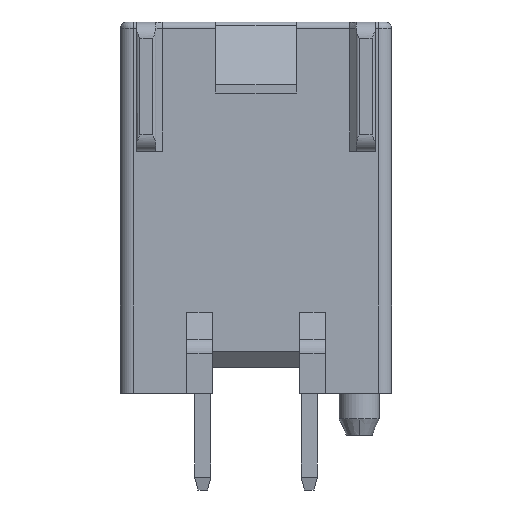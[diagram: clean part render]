
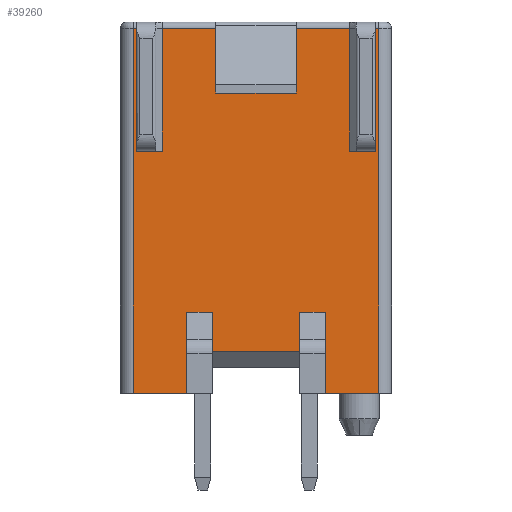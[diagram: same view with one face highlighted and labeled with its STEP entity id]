
A CAD part, front view. The second image highlights one B-rep face of the part: STEP entity #39260.
In plain terms, the highlighted planar face has unit normal (0, -1, 0).
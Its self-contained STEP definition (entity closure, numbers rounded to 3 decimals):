
#3060=CARTESIAN_POINT('',(1.35,-2.625,1.652));
#3070=DIRECTION('',(0.,0.,-1.));
#3080=VECTOR('',#3070,1.);
#3090=LINE('',#3060,#3080);
#3100=CARTESIAN_POINT('',(1.35,-2.625,2.5));
#3110=VERTEX_POINT('',#3100);
#3120=CARTESIAN_POINT('',(1.35,-2.625,1.3));
#3130=VERTEX_POINT('',#3120);
#3140=EDGE_CURVE('',#3110,#3130,#3090,.T.);
#12310=CARTESIAN_POINT('',(2.15,-2.625,0.));
#12320=VERTEX_POINT('',#12310);
#12370=CARTESIAN_POINT('',(-8.807,-2.625,0.));
#12380=DIRECTION('',(-1.,0.,-0.));
#12390=VECTOR('',#12380,1.);
#12400=LINE('',#12370,#12390);
#12410=CARTESIAN_POINT('',(3.8,-2.625,0.));
#12420=VERTEX_POINT('',#12410);
#12430=EDGE_CURVE('',#12420,#12320,#12400,.T.);
#12740=CARTESIAN_POINT('',(-3.8,-2.625,11.3));
#12750=VERTEX_POINT('',#12740);
#12930=CARTESIAN_POINT('',(-3.7,-2.625,11.3));
#12940=VERTEX_POINT('',#12930);
#12970=CARTESIAN_POINT('',(-3.7,-2.625,11.3));
#12980=DIRECTION('',(-1.,0.,0.));
#12990=VECTOR('',#12980,1.);
#13000=LINE('',#12970,#12990);
#13010=EDGE_CURVE('',#12940,#12750,#13000,.T.);
#13660=CARTESIAN_POINT('',(3.8,-2.625,11.3));
#13670=VERTEX_POINT('',#13660);
#13960=CARTESIAN_POINT('',(3.8,-2.625,11.3));
#13970=DIRECTION('',(0.,0.,-1.));
#13980=VECTOR('',#13970,1.);
#13990=LINE('',#13960,#13980);
#14000=EDGE_CURVE('',#13670,#12420,#13990,.T.);
#19770=CARTESIAN_POINT('',(3.7,-2.625,7.5));
#19780=VERTEX_POINT('',#19770);
#19810=CARTESIAN_POINT('',(-8.807,-2.625,7.5));
#19820=DIRECTION('',(1.,0.,0.));
#19830=VECTOR('',#19820,1.);
#19840=LINE('',#19810,#19830);
#19850=CARTESIAN_POINT('',(2.9,-2.625,7.5));
#19860=VERTEX_POINT('',#19850);
#19870=EDGE_CURVE('',#19860,#19780,#19840,.T.);
#20250=CARTESIAN_POINT('',(-3.7,-2.625,7.5));
#20260=VERTEX_POINT('',#20250);
#20290=CARTESIAN_POINT('',(-3.7,-2.625,1.652));
#20300=DIRECTION('',(0.,0.,-1.));
#20310=VECTOR('',#20300,1.);
#20320=LINE('',#20290,#20310);
#20330=EDGE_CURVE('',#12940,#20260,#20320,.T.);
#23220=CARTESIAN_POINT('',(-2.9,-2.625,7.5));
#23230=VERTEX_POINT('',#23220);
#23260=CARTESIAN_POINT('',(-8.807,-2.625,7.5));
#23270=DIRECTION('',(1.,0.,0.));
#23280=VECTOR('',#23270,1.);
#23290=LINE('',#23260,#23280);
#23300=EDGE_CURVE('',#20260,#23230,#23290,.T.);
#25260=CARTESIAN_POINT('',(1.25,-2.625,9.45));
#25270=VERTEX_POINT('',#25260);
#25300=CARTESIAN_POINT('',(-8.807,-2.625,9.45));
#25310=DIRECTION('',(-1.,0.,-0.));
#25320=VECTOR('',#25310,1.);
#25330=LINE('',#25300,#25320);
#25340=CARTESIAN_POINT('',(-1.25,-2.625,9.45));
#25350=VERTEX_POINT('',#25340);
#25360=EDGE_CURVE('',#25270,#25350,#25330,.T.);
#25600=CARTESIAN_POINT('',(1.25,-2.625,1.652));
#25610=DIRECTION('',(0.,0.,-1.));
#25620=VECTOR('',#25610,1.);
#25630=LINE('',#25600,#25620);
#25640=CARTESIAN_POINT('',(1.25,-2.625,11.3));
#25650=VERTEX_POINT('',#25640);
#25660=EDGE_CURVE('',#25650,#25270,#25630,.T.);
#26060=CARTESIAN_POINT('',(-1.25,-2.625,11.3));
#26070=VERTEX_POINT('',#26060);
#26100=CARTESIAN_POINT('',(-1.25,-2.625,11.3));
#26110=DIRECTION('',(-1.,0.,0.));
#26120=VECTOR('',#26110,1.);
#26130=LINE('',#26100,#26120);
#26140=CARTESIAN_POINT('',(-2.9,-2.625,11.3));
#26150=VERTEX_POINT('',#26140);
#26160=EDGE_CURVE('',#26070,#26150,#26130,.T.);
#26460=CARTESIAN_POINT('',(2.9,-2.625,11.3));
#26470=VERTEX_POINT('',#26460);
#26740=CARTESIAN_POINT('',(-2.9,-2.625,1.652));
#26750=DIRECTION('',(0.,0.,-1.));
#26760=VECTOR('',#26750,1.);
#26770=LINE('',#26740,#26760);
#26780=EDGE_CURVE('',#26150,#23230,#26770,.T.);
#28440=CARTESIAN_POINT('',(-8.807,-2.625,1.3));
#28450=DIRECTION('',(-1.,0.,-0.));
#28460=VECTOR('',#28450,1.);
#28470=LINE('',#28440,#28460);
#28480=CARTESIAN_POINT('',(-1.35,-2.625,1.3));
#28490=VERTEX_POINT('',#28480);
#28500=EDGE_CURVE('',#3130,#28490,#28470,.T.);
#30750=CARTESIAN_POINT('',(2.15,-2.625,2.5));
#30760=VERTEX_POINT('',#30750);
#30790=CARTESIAN_POINT('',(2.15,-2.625,1.652));
#30800=DIRECTION('',(-0.,0.,1.));
#30810=VECTOR('',#30800,1.);
#30820=LINE('',#30790,#30810);
#30830=EDGE_CURVE('',#12320,#30760,#30820,.T.);
#31130=CARTESIAN_POINT('',(-2.15,-2.625,0.));
#31140=VERTEX_POINT('',#31130);
#31170=CARTESIAN_POINT('',(-2.15,-2.625,1.652));
#31180=DIRECTION('',(0.,-0.,1.));
#31190=VECTOR('',#31180,1.);
#31200=LINE('',#31170,#31190);
#31210=CARTESIAN_POINT('',(-2.15,-2.625,2.5));
#31220=VERTEX_POINT('',#31210);
#31230=EDGE_CURVE('',#31140,#31220,#31200,.T.);
#32900=CARTESIAN_POINT('',(-1.35,-2.625,2.5));
#32910=VERTEX_POINT('',#32900);
#32940=CARTESIAN_POINT('',(-1.35,-2.625,1.652));
#32950=DIRECTION('',(0.,0.,-1.));
#32960=VECTOR('',#32950,1.);
#32970=LINE('',#32940,#32960);
#32980=EDGE_CURVE('',#32910,#28490,#32970,.T.);
#38460=CARTESIAN_POINT('',(3.99,-2.625,11.583));
#38470=DIRECTION('',(0.,-1.,-0.));
#38480=DIRECTION('',(-1.,0.,-0.));
#38490=AXIS2_PLACEMENT_3D('',#38460,#38470,#38480);
#38500=PLANE('',#38490);
#38510=ORIENTED_EDGE('',*,*,#3140,.F.);
#38520=ORIENTED_EDGE('',*,*,#28500,.F.);
#38530=ORIENTED_EDGE('',*,*,#32980,.T.);
#38540=CARTESIAN_POINT('',(-8.807,-2.625,2.5));
#38550=DIRECTION('',(1.,0.,0.));
#38560=VECTOR('',#38550,1.);
#38570=LINE('',#38540,#38560);
#38580=EDGE_CURVE('',#31220,#32910,#38570,.T.);
#38590=ORIENTED_EDGE('',*,*,#38580,.T.);
#38600=ORIENTED_EDGE('',*,*,#31230,.T.);
#38610=CARTESIAN_POINT('',(-8.807,-2.625,0.));
#38620=DIRECTION('',(1.,0.,0.));
#38630=VECTOR('',#38620,1.);
#38640=LINE('',#38610,#38630);
#38650=CARTESIAN_POINT('',(-3.8,-2.625,0.));
#38660=VERTEX_POINT('',#38650);
#38670=EDGE_CURVE('',#38660,#31140,#38640,.T.);
#38680=ORIENTED_EDGE('',*,*,#38670,.T.);
#38690=CARTESIAN_POINT('',(-3.8,-2.625,11.3));
#38700=DIRECTION('',(0.,0.,-1.));
#38710=VECTOR('',#38700,1.);
#38720=LINE('',#38690,#38710);
#38730=EDGE_CURVE('',#12750,#38660,#38720,.T.);
#38740=ORIENTED_EDGE('',*,*,#38730,.T.);
#38750=ORIENTED_EDGE('',*,*,#13010,.T.);
#38760=ORIENTED_EDGE('',*,*,#20330,.F.);
#38770=ORIENTED_EDGE('',*,*,#23300,.F.);
#38780=ORIENTED_EDGE('',*,*,#26780,.T.);
#38790=ORIENTED_EDGE('',*,*,#26160,.T.);
#38800=CARTESIAN_POINT('',(-1.25,-2.625,1.652));
#38810=DIRECTION('',(0.,0.,-1.));
#38820=VECTOR('',#38810,1.);
#38830=LINE('',#38800,#38820);
#38840=EDGE_CURVE('',#26070,#25350,#38830,.T.);
#38850=ORIENTED_EDGE('',*,*,#38840,.F.);
#38860=ORIENTED_EDGE('',*,*,#25360,.T.);
#38870=ORIENTED_EDGE('',*,*,#25660,.T.);
#38880=CARTESIAN_POINT('',(2.9,-2.625,11.3));
#38890=DIRECTION('',(-1.,0.,0.));
#38900=VECTOR('',#38890,1.);
#38910=LINE('',#38880,#38900);
#38920=EDGE_CURVE('',#26470,#25650,#38910,.T.);
#38930=ORIENTED_EDGE('',*,*,#38920,.T.);
#38940=CARTESIAN_POINT('',(2.9,-2.625,1.652));
#38950=DIRECTION('',(-0.,0.,1.));
#38960=VECTOR('',#38950,1.);
#38970=LINE('',#38940,#38960);
#38980=EDGE_CURVE('',#19860,#26470,#38970,.T.);
#38990=ORIENTED_EDGE('',*,*,#38980,.T.);
#39000=ORIENTED_EDGE('',*,*,#19870,.F.);
#39010=CARTESIAN_POINT('',(3.7,-2.625,1.652));
#39020=DIRECTION('',(0.,0.,-1.));
#39030=VECTOR('',#39020,1.);
#39040=LINE('',#39010,#39030);
#39050=CARTESIAN_POINT('',(3.7,-2.625,11.3));
#39060=VERTEX_POINT('',#39050);
#39070=EDGE_CURVE('',#39060,#19780,#39040,.T.);
#39080=ORIENTED_EDGE('',*,*,#39070,.T.);
#39090=CARTESIAN_POINT('',(3.8,-2.625,11.3));
#39100=DIRECTION('',(-1.,0.,0.));
#39110=VECTOR('',#39100,1.);
#39120=LINE('',#39090,#39110);
#39130=EDGE_CURVE('',#13670,#39060,#39120,.T.);
#39140=ORIENTED_EDGE('',*,*,#39130,.T.);
#39150=ORIENTED_EDGE('',*,*,#14000,.F.);
#39160=ORIENTED_EDGE('',*,*,#12430,.F.);
#39170=ORIENTED_EDGE('',*,*,#30830,.F.);
#39180=CARTESIAN_POINT('',(-8.807,-2.625,2.5));
#39190=DIRECTION('',(-1.,0.,0.));
#39200=VECTOR('',#39190,1.);
#39210=LINE('',#39180,#39200);
#39220=EDGE_CURVE('',#30760,#3110,#39210,.T.);
#39230=ORIENTED_EDGE('',*,*,#39220,.F.);
#39240=EDGE_LOOP('',(#39230,#39170,#39160,#39150,#39140,#39080,#39000,
#38990,#38930,#38870,#38860,#38850,#38790,#38780,#38770,#38760,#38750,
#38740,#38680,#38600,#38590,#38530,#38520,#38510));
#39250=FACE_OUTER_BOUND('',#39240,.T.);
#39260=ADVANCED_FACE('',(#39250),#38500,.T.);
